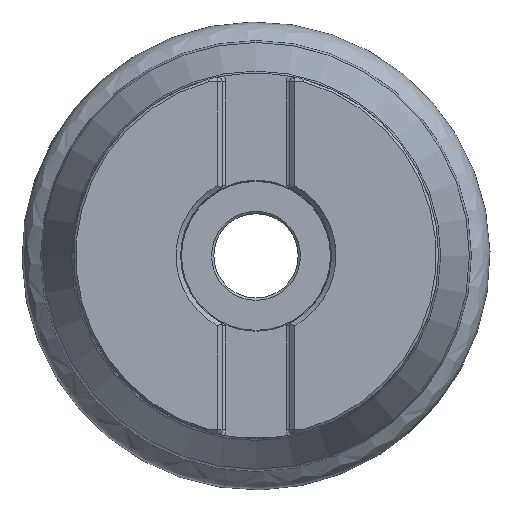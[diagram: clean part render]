
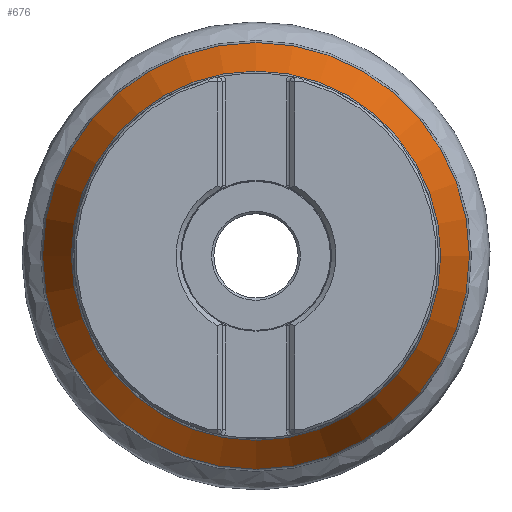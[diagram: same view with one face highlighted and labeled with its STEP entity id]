
A CAD part, top view. The second image highlights one B-rep face of the part: STEP entity #676.
In plain terms, the highlighted conical face has half-angle 24 degrees and reference radius 46 mm.
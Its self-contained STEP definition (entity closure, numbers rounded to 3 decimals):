
#586=CONICAL_SURFACE('',#1690,46.,24.);
#676=ADVANCED_FACE('',(#912,#913),#586,.T.);
#912=FACE_BOUND('',#965,.T.);
#913=FACE_BOUND('',#966,.T.);
#965=EDGE_LOOP('',(#1094));
#966=EDGE_LOOP('',(#1095));
#1094=ORIENTED_EDGE('',*,*,#1487,.T.);
#1095=ORIENTED_EDGE('',*,*,#1488,.T.);
#1383=VERTEX_POINT('',#2325);
#1384=VERTEX_POINT('',#2327);
#1487=EDGE_CURVE('',#1383,#1383,#1612,.T.);
#1488=EDGE_CURVE('',#1384,#1384,#1613,.T.);
#1612=CIRCLE('',#1688,45.568);
#1613=CIRCLE('',#1689,39.432);
#1688=AXIS2_PLACEMENT_3D('',#2324,#1879,#1880);
#1689=AXIS2_PLACEMENT_3D('',#2326,#1881,#1882);
#1690=AXIS2_PLACEMENT_3D('',#2328,#1883,#1884);
#1879=DIRECTION('',(0.,0.,1.));
#1880=DIRECTION('',(1.,0.,0.));
#1881=DIRECTION('',(0.,0.,-1.));
#1882=DIRECTION('',(-1.,0.,0.));
#1883=DIRECTION('',(0.,0.,-1.));
#1884=DIRECTION('',(-1.,0.,0.));
#2324=CARTESIAN_POINT('',(0.,0.,-29.751));
#2325=CARTESIAN_POINT('',(45.568,0.,-29.751));
#2326=CARTESIAN_POINT('',(0.,0.,-15.971));
#2327=CARTESIAN_POINT('',(-39.432,0.,-15.971));
#2328=CARTESIAN_POINT('',(0.,0.,-30.722));
